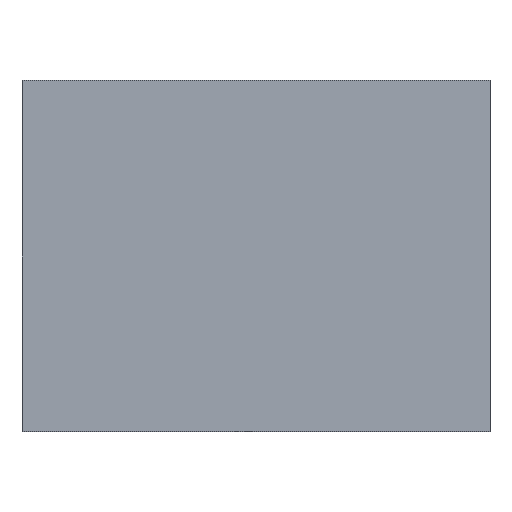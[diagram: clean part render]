
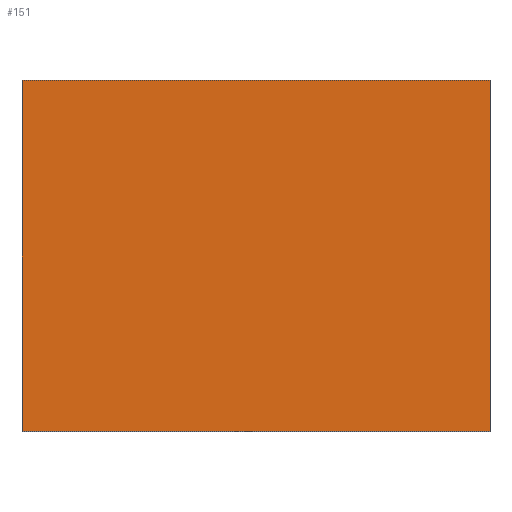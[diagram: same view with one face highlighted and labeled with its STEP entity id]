
A CAD part, top view. The second image highlights one B-rep face of the part: STEP entity #151.
In plain terms, the highlighted planar face has unit normal (0, 0, 1).
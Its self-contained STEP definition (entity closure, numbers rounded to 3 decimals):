
#151 = ADVANCED_FACE( '', ( #255 ), #256, .F. );
#255 = FACE_OUTER_BOUND( '', #341, .T. );
#256 = PLANE( '', #342 );
#341 = EDGE_LOOP( '', ( #450, #451, #452, #453 ) );
#342 = AXIS2_PLACEMENT_3D( '', #454, #455, #456 );
#450 = ORIENTED_EDGE( '', *, *, #619, .F. );
#451 = ORIENTED_EDGE( '', *, *, #620, .F. );
#452 = ORIENTED_EDGE( '', *, *, #616, .F. );
#453 = ORIENTED_EDGE( '', *, *, #621, .F. );
#454 = CARTESIAN_POINT( '', ( 0., 0., 0.025 ) );
#455 = DIRECTION( '', ( 0., 0., -1. ) );
#456 = DIRECTION( '', ( -1., 0., 0. ) );
#616 = EDGE_CURVE( '', #707, #709, #710, .T. );
#619 = EDGE_CURVE( '', #713, #714, #715, .T. );
#620 = EDGE_CURVE( '', #709, #713, #716, .T. );
#621 = EDGE_CURVE( '', #714, #707, #717, .T. );
#707 = VERTEX_POINT( '', #833 );
#709 = VERTEX_POINT( '', #836 );
#710 = LINE( '', #837, #838 );
#713 = VERTEX_POINT( '', #842 );
#714 = VERTEX_POINT( '', #843 );
#715 = LINE( '', #844, #845 );
#716 = LINE( '', #846, #847 );
#717 = LINE( '', #848, #849 );
#833 = CARTESIAN_POINT( '', ( -200., -150., 0.025 ) );
#836 = CARTESIAN_POINT( '', ( -200., 150., 0.025 ) );
#837 = CARTESIAN_POINT( '', ( -200., -150., 0.025 ) );
#838 = VECTOR( '', #937, 1000. );
#842 = CARTESIAN_POINT( '', ( 200., 150., 0.025 ) );
#843 = CARTESIAN_POINT( '', ( 200., -150., 0.025 ) );
#844 = CARTESIAN_POINT( '', ( 200., 150., 0.025 ) );
#845 = VECTOR( '', #939, 1000. );
#846 = CARTESIAN_POINT( '', ( -200., 150., 0.025 ) );
#847 = VECTOR( '', #940, 1000. );
#848 = CARTESIAN_POINT( '', ( 200., -150., 0.025 ) );
#849 = VECTOR( '', #941, 1000. );
#937 = DIRECTION( '', ( 0., 1., 0. ) );
#939 = DIRECTION( '', ( 0., -1., 0. ) );
#940 = DIRECTION( '', ( 1., 0., 0. ) );
#941 = DIRECTION( '', ( -1., 0., 0. ) );
